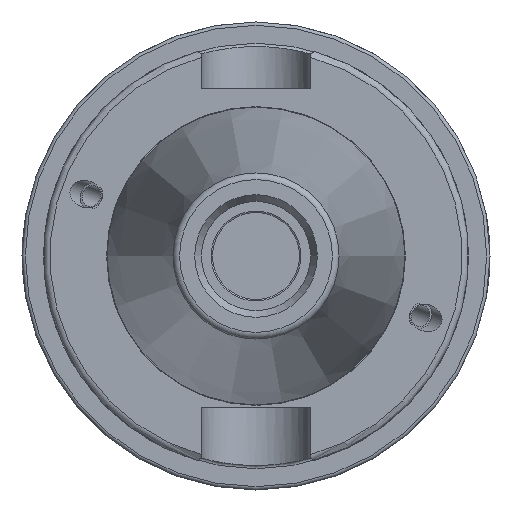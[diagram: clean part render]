
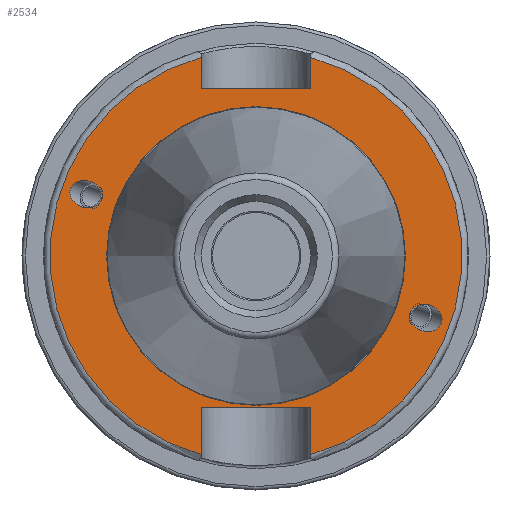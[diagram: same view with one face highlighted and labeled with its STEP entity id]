
A CAD part, left-side view. The second image highlights one B-rep face of the part: STEP entity #2534.
In plain terms, the highlighted planar face has unit normal (-1, 0, 0).
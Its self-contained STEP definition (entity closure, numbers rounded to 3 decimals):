
#84=ELLIPSE('',#2821,2.442,2.);
#93=ELLIPSE('',#2864,2.442,2.);
#186=FACE_BOUND('',#558,.T.);
#187=FACE_BOUND('',#559,.T.);
#188=FACE_BOUND('',#560,.T.);
#267=CIRCLE('',#2872,22.3);
#269=CIRCLE('',#2875,30.75);
#270=CIRCLE('',#2876,30.75);
#396=FACE_OUTER_BOUND('',#557,.T.);
#557=EDGE_LOOP('',(#1972,#1973,#1974,#1975,#1976,#1977,#1978,#1979));
#558=EDGE_LOOP('',(#1980));
#559=EDGE_LOOP('',(#1981));
#560=EDGE_LOOP('',(#1982));
#723=LINE('',#4527,#884);
#724=LINE('',#4531,#885);
#725=LINE('',#4533,#886);
#726=LINE('',#4535,#887);
#727=LINE('',#4539,#888);
#728=LINE('',#4540,#889);
#884=VECTOR('',#3406,10.);
#885=VECTOR('',#3409,10.);
#886=VECTOR('',#3410,10.);
#887=VECTOR('',#3411,10.);
#888=VECTOR('',#3414,10.);
#889=VECTOR('',#3415,10.);
#1110=VERTEX_POINT('',#4322);
#1150=VERTEX_POINT('',#4505);
#1155=VERTEX_POINT('',#4520);
#1156=VERTEX_POINT('',#4525);
#1157=VERTEX_POINT('',#4526);
#1158=VERTEX_POINT('',#4528);
#1159=VERTEX_POINT('',#4530);
#1160=VERTEX_POINT('',#4532);
#1161=VERTEX_POINT('',#4534);
#1162=VERTEX_POINT('',#4536);
#1163=VERTEX_POINT('',#4538);
#1394=EDGE_CURVE('',#1110,#1110,#84,.T.);
#1450=EDGE_CURVE('',#1150,#1150,#93,.T.);
#1457=EDGE_CURVE('',#1155,#1155,#267,.T.);
#1459=EDGE_CURVE('',#1156,#1157,#723,.T.);
#1460=EDGE_CURVE('',#1158,#1157,#269,.T.);
#1461=EDGE_CURVE('',#1158,#1159,#724,.T.);
#1462=EDGE_CURVE('',#1159,#1160,#725,.T.);
#1463=EDGE_CURVE('',#1160,#1161,#726,.T.);
#1464=EDGE_CURVE('',#1162,#1161,#270,.T.);
#1465=EDGE_CURVE('',#1162,#1163,#727,.T.);
#1466=EDGE_CURVE('',#1163,#1156,#728,.T.);
#1972=ORIENTED_EDGE('',*,*,#1459,.T.);
#1973=ORIENTED_EDGE('',*,*,#1460,.F.);
#1974=ORIENTED_EDGE('',*,*,#1461,.T.);
#1975=ORIENTED_EDGE('',*,*,#1462,.T.);
#1976=ORIENTED_EDGE('',*,*,#1463,.T.);
#1977=ORIENTED_EDGE('',*,*,#1464,.F.);
#1978=ORIENTED_EDGE('',*,*,#1465,.T.);
#1979=ORIENTED_EDGE('',*,*,#1466,.T.);
#1980=ORIENTED_EDGE('',*,*,#1394,.T.);
#1981=ORIENTED_EDGE('',*,*,#1450,.T.);
#1982=ORIENTED_EDGE('',*,*,#1457,.F.);
#2422=PLANE('',#2874);
#2534=ADVANCED_FACE('',(#396,#186,#187,#188),#2422,.T.);
#2821=AXIS2_PLACEMENT_3D('',#4324,#3279,#3280);
#2864=AXIS2_PLACEMENT_3D('',#4507,#3382,#3383);
#2872=AXIS2_PLACEMENT_3D('',#4522,#3400,#3401);
#2874=AXIS2_PLACEMENT_3D('',#4524,#3404,#3405);
#2875=AXIS2_PLACEMENT_3D('',#4529,#3407,#3408);
#2876=AXIS2_PLACEMENT_3D('',#4537,#3412,#3413);
#3279=DIRECTION('center_axis',(1.,0.,0.));
#3280=DIRECTION('ref_axis',(0.,-0.94,-0.342));
#3382=DIRECTION('center_axis',(1.,0.,0.));
#3383=DIRECTION('ref_axis',(0.,0.94,0.342));
#3400=DIRECTION('center_axis',(-1.,0.,0.));
#3401=DIRECTION('ref_axis',(0.,-1.,0.));
#3404=DIRECTION('center_axis',(-1.,0.,0.));
#3405=DIRECTION('ref_axis',(0.,0.,1.));
#3406=DIRECTION('',(0.,0.,-1.));
#3407=DIRECTION('center_axis',(1.,0.,0.));
#3408=DIRECTION('ref_axis',(0.,-1.,0.));
#3409=DIRECTION('',(0.,0.,-1.));
#3410=DIRECTION('',(0.,1.,0.));
#3411=DIRECTION('',(0.,0.,1.));
#3412=DIRECTION('center_axis',(1.,0.,0.));
#3413=DIRECTION('ref_axis',(0.,1.,0.));
#3414=DIRECTION('',(0.,0.,1.));
#3415=DIRECTION('',(0.,-1.,0.));
#4322=CARTESIAN_POINT('',(3.175,-23.077,-8.399));
#4324=CARTESIAN_POINT('Origin',(3.175,-25.372,-9.235));
#4505=CARTESIAN_POINT('',(3.175,23.077,8.399));
#4507=CARTESIAN_POINT('Origin',(3.175,25.372,9.235));
#4520=CARTESIAN_POINT('',(3.175,0.,22.3));
#4522=CARTESIAN_POINT('Origin',(3.175,0.,0.));
#4524=CARTESIAN_POINT('Origin',(3.175,31.75,0.));
#4525=CARTESIAN_POINT('',(3.175,-8.19,-22.6));
#4526=CARTESIAN_POINT('',(3.175,-8.19,-29.639));
#4527=CARTESIAN_POINT('',(3.175,-8.19,-11.3));
#4528=CARTESIAN_POINT('',(3.175,-8.19,29.639));
#4529=CARTESIAN_POINT('Origin',(3.175,0.,0.));
#4530=CARTESIAN_POINT('',(3.175,-8.19,25.));
#4531=CARTESIAN_POINT('',(3.175,-8.19,12.5));
#4532=CARTESIAN_POINT('',(3.175,8.19,25.));
#4533=CARTESIAN_POINT('',(3.175,15.875,25.));
#4534=CARTESIAN_POINT('',(3.175,8.19,29.639));
#4535=CARTESIAN_POINT('',(3.175,8.19,12.5));
#4536=CARTESIAN_POINT('',(3.175,8.19,-29.639));
#4537=CARTESIAN_POINT('Origin',(3.175,0.,0.));
#4538=CARTESIAN_POINT('',(3.175,8.19,-22.6));
#4539=CARTESIAN_POINT('',(3.175,8.19,-11.3));
#4540=CARTESIAN_POINT('',(3.175,15.875,-22.6));
